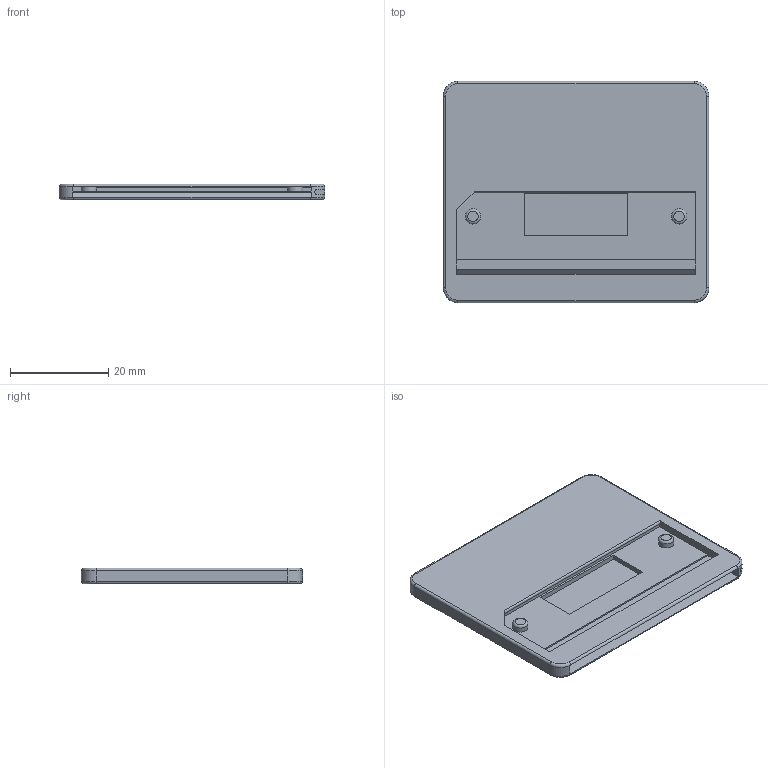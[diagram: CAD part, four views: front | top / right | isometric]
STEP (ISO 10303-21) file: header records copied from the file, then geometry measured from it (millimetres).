
FILE_DESCRIPTION(('FreeCAD Model'),'2;1');
FILE_NAME( 'WP-2_IC_Card_Carrier_v001.step', '2020-10-06T00:51:12',('FreeCAD'),('FreeCAD'), 'Open CASCADE STEP processor 7.3','FreeCAD','Unknown');
FILE_SCHEMA(('AUTOMOTIVE_DESIGN { 1 0 10303 214 1 1 1 1 }'));
Length unit declared in the file: millimetre
Products named in the file (1): Open CASCADE STEP translator 7.3 1
Bounding box: 54 x 45 x 3.2 mm (x, y, z)
Volume: 5671.7 mm3; surface area: 6175.5 mm2
Topology: 1 solids, 1 shells, 57 faces, 143 edges, 90 vertices
Faces by surface type: plane 30, cylinder 17, torus 10
Full cylindrical faces by diameter (mm): 3.1 x2
Entity records: 1745 total; most frequent: CARTESIAN_POINT 323, DIRECTION 311, ORIENTED_EDGE 286, EDGE_CURVE 143, AXIS2_PLACEMENT_3D 112, VERTEX_POINT 90, LINE 87, VECTOR 87
